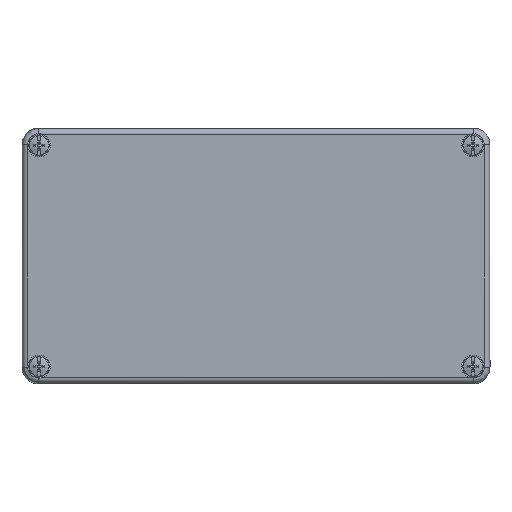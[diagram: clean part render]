
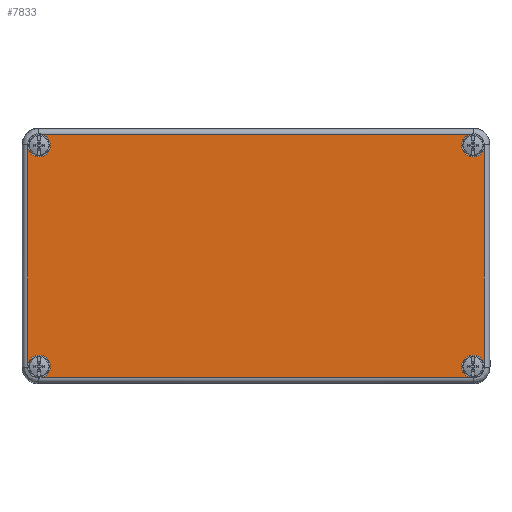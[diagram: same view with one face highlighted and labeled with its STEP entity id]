
A CAD part, top view. The second image highlights one B-rep face of the part: STEP entity #7833.
In plain terms, the highlighted planar face has unit normal (0, 0, 1).
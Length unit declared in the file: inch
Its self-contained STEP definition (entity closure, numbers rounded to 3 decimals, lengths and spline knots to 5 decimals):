
#40 = CARTESIAN_POINT ( 'NONE',  ( 0., 2.25605, 0.98425 ) ) ;
#85 = EDGE_CURVE ( 'NONE', #3872, #11031, #10900, .T. ) ;
#283 = EDGE_CURVE ( 'NONE', #14332, #6758, #5783, .T. ) ;
#368 = CARTESIAN_POINT ( 'NONE',  ( 3.97575, -2.25605, 0.98425 ) ) ;
#646 = EDGE_CURVE ( 'NONE', #6758, #4923, #3468, .T. ) ;
#653 = FACE_OUTER_BOUND ( 'NONE', #11486, .T. ) ;
#870 = CARTESIAN_POINT ( 'NONE',  ( 4.01575, 2.04724, 0.98425 ) ) ;
#1460 = CARTESIAN_POINT ( 'NONE',  ( -3.97575, 2.25605, 0.98425 ) ) ;
#1763 = CARTESIAN_POINT ( 'NONE',  ( -3.97575, -2.25605, 0.98425 ) ) ;
#1867 = DIRECTION ( 'NONE',  ( 1., 0., 0. ) ) ;
#1906 = CARTESIAN_POINT ( 'NONE',  ( -4.01575, -2.04724, 0.98425 ) ) ;
#2072 = CIRCLE ( 'NONE', #3356, 0.2126 ) ;
#2260 = CARTESIAN_POINT ( 'NONE',  ( 0., -2.25605, 0.98425 ) ) ;
#3233 = CARTESIAN_POINT ( 'NONE',  ( 0., 0., 0.98425 ) ) ;
#3356 = AXIS2_PLACEMENT_3D ( 'NONE', #9461, #11973, #4666 ) ;
#3358 = CIRCLE ( 'NONE', #13989, 0.2126 ) ;
#3468 = LINE ( 'NONE', #5889, #9826 ) ;
#3520 = ORIENTED_EDGE ( 'NONE', *, *, #646, .T. ) ;
#3526 = DIRECTION ( 'NONE',  ( 1., 0., 0. ) ) ;
#3872 = VERTEX_POINT ( 'NONE', #8083 ) ;
#3900 = AXIS2_PLACEMENT_3D ( 'NONE', #3233, #9399, #1867 ) ;
#4099 = EDGE_CURVE ( 'NONE', #11031, #15217, #2072, .T. ) ;
#4378 = CARTESIAN_POINT ( 'NONE',  ( 4.22455, -2.00724, 0.98425 ) ) ;
#4665 = VECTOR ( 'NONE', #5888, 39.37008 ) ;
#4666 = DIRECTION ( 'NONE',  ( 1., 0., 0. ) ) ;
#4923 = VERTEX_POINT ( 'NONE', #5180 ) ;
#5180 = CARTESIAN_POINT ( 'NONE',  ( 4.22455, 2.00724, 0.98425 ) ) ;
#5783 = CIRCLE ( 'NONE', #9946, 0.2126 ) ;
#5853 = EDGE_CURVE ( 'NONE', #15217, #14990, #6317, .T. ) ;
#5888 = DIRECTION ( 'NONE',  ( 1., 0., 0. ) ) ;
#5889 = CARTESIAN_POINT ( 'NONE',  ( 4.22455, 0., 0.98425 ) ) ;
#6267 = CARTESIAN_POINT ( 'NONE',  ( -4.22455, 2.00724, 0.98425 ) ) ;
#6317 = LINE ( 'NONE', #9744, #6320 ) ;
#6320 = VECTOR ( 'NONE', #12255, 39.37008 ) ;
#6339 = ORIENTED_EDGE ( 'NONE', *, *, #283, .T. ) ;
#6753 = DIRECTION ( 'NONE',  ( 1., 0., 0. ) ) ;
#6758 = VERTEX_POINT ( 'NONE', #4378 ) ;
#6820 = CARTESIAN_POINT ( 'NONE',  ( 4.01575, -2.04724, 0.98425 ) ) ;
#7102 = ORIENTED_EDGE ( 'NONE', *, *, #4099, .T. ) ;
#7279 = AXIS2_PLACEMENT_3D ( 'NONE', #1906, #12931, #6753 ) ;
#7750 = CARTESIAN_POINT ( 'NONE',  ( -4.22455, -2.00724, 0.98425 ) ) ;
#7833 = ADVANCED_FACE ( 'NONE', ( #653 ), #12810, .T. ) ;
#7972 = EDGE_CURVE ( 'NONE', #12443, #14332, #8721, .T. ) ;
#8083 = CARTESIAN_POINT ( 'NONE',  ( 3.97575, 2.25605, 0.98425 ) ) ;
#8721 = LINE ( 'NONE', #2260, #4665 ) ;
#9399 = DIRECTION ( 'NONE',  ( 0., 0., 1. ) ) ;
#9461 = CARTESIAN_POINT ( 'NONE',  ( -4.01575, 2.04724, 0.98425 ) ) ;
#9563 = EDGE_CURVE ( 'NONE', #14990, #12443, #14024, .T. ) ;
#9685 = DIRECTION ( 'NONE',  ( -1., 0., 0. ) ) ;
#9744 = CARTESIAN_POINT ( 'NONE',  ( -4.22455, 0., 0.98425 ) ) ;
#9826 = VECTOR ( 'NONE', #10937, 39.37008 ) ;
#9946 = AXIS2_PLACEMENT_3D ( 'NONE', #6820, #10404, #11853 ) ;
#10372 = ORIENTED_EDGE ( 'NONE', *, *, #5853, .T. ) ;
#10404 = DIRECTION ( 'NONE',  ( 0., 0., -1. ) ) ;
#10900 = LINE ( 'NONE', #40, #14414 ) ;
#10937 = DIRECTION ( 'NONE',  ( 0., 1., 0. ) ) ;
#11031 = VERTEX_POINT ( 'NONE', #1460 ) ;
#11318 = ORIENTED_EDGE ( 'NONE', *, *, #9563, .T. ) ;
#11486 = EDGE_LOOP ( 'NONE', ( #7102, #10372, #11318, #15910, #6339, #3520, #14739, #14857 ) ) ;
#11853 = DIRECTION ( 'NONE',  ( 1., 0., 0. ) ) ;
#11973 = DIRECTION ( 'NONE',  ( 0., 0., -1. ) ) ;
#12255 = DIRECTION ( 'NONE',  ( 0., -1., 0. ) ) ;
#12443 = VERTEX_POINT ( 'NONE', #1763 ) ;
#12810 = PLANE ( 'NONE',  #3900 ) ;
#12931 = DIRECTION ( 'NONE',  ( 0., 0., -1. ) ) ;
#13271 = DIRECTION ( 'NONE',  ( 0., 0., -1. ) ) ;
#13989 = AXIS2_PLACEMENT_3D ( 'NONE', #870, #13271, #3526 ) ;
#14024 = CIRCLE ( 'NONE', #7279, 0.2126 ) ;
#14332 = VERTEX_POINT ( 'NONE', #368 ) ;
#14414 = VECTOR ( 'NONE', #9685, 39.37008 ) ;
#14739 = ORIENTED_EDGE ( 'NONE', *, *, #15091, .T. ) ;
#14857 = ORIENTED_EDGE ( 'NONE', *, *, #85, .T. ) ;
#14990 = VERTEX_POINT ( 'NONE', #7750 ) ;
#15091 = EDGE_CURVE ( 'NONE', #4923, #3872, #3358, .T. ) ;
#15217 = VERTEX_POINT ( 'NONE', #6267 ) ;
#15910 = ORIENTED_EDGE ( 'NONE', *, *, #7972, .T. ) ;
